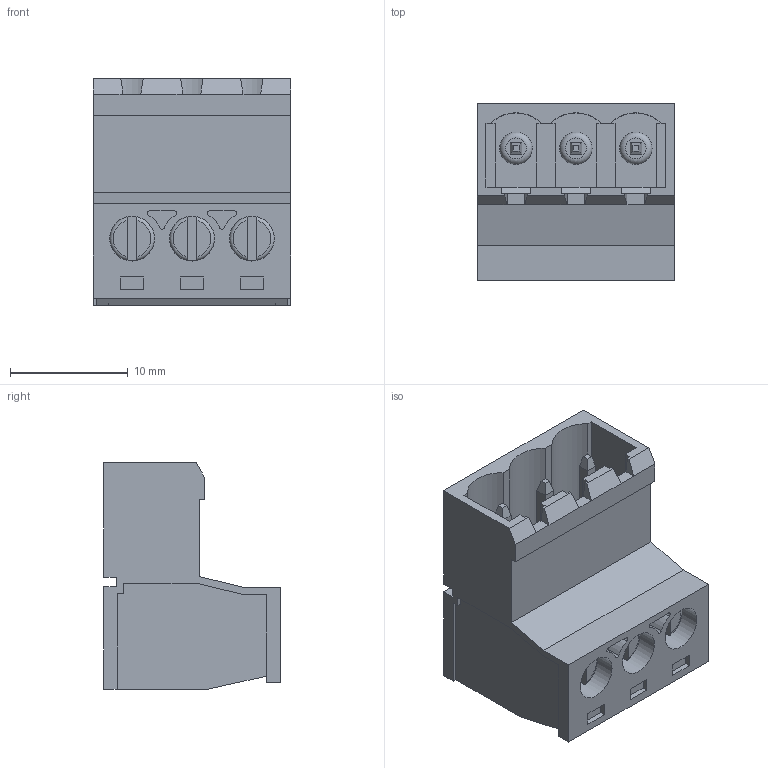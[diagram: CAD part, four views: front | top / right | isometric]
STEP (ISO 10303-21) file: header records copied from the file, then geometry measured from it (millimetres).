
FILE_DESCRIPTION( ( 'Unknown' ), '1' );
FILE_NAME( '691348500003.stp', 'Unknown', ( 'Unknown' ), ( 'Unknown' ), 'PSStep 15.0.49', 'Unknown', ' ' );
FILE_SCHEMA( ( 'AUTOMOTIVE_DESIGN { 1 0 10303 214 1 1 1 1 }' ) );
Length unit declared in the file: millimetre
Products named in the file (6): Assem1; 6913485000xx_PIN; 6913485000xx_CAGE; 6913485000xx_VISSE; 691348400003; 691348400003_CAPOT
Assembly tree (11 placements, depth 2):
  Assem1
    6913485000xx_PIN  x3
    6913485000xx_CAGE  x3
    6913485000xx_VISSE  x3
    691348400003
    691348400003_CAPOT
Bounding box: 16.74 x 15 x 19.2 mm (x, y, z)
Volume: 2070.7 mm3; surface area: 4878.1 mm2
Topology: 11 solids, 11 shells, 458 faces, 1207 edges, 785 vertices
Faces by surface type: plane 382, cylinder 58, torus 12, cone 6
Full cylindrical faces by diameter (mm): 2.6 x3, 2.75 x3, 2.9 x6, 3.8 x6
Entity records: 13848 total; most frequent: CARTESIAN_POINT 1934, ORIENTED_EDGE 1858, DIRECTION 1754, EDGE_CURVE 929, LINE 832, VECTOR 832, VERTEX_POINT 617, AXIS2_PLACEMENT_3D 461
